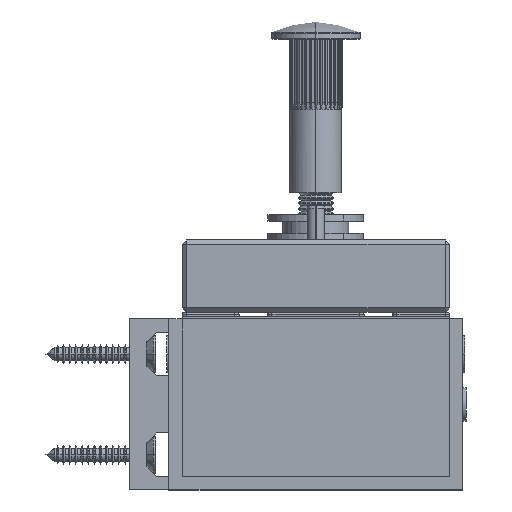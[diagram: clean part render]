
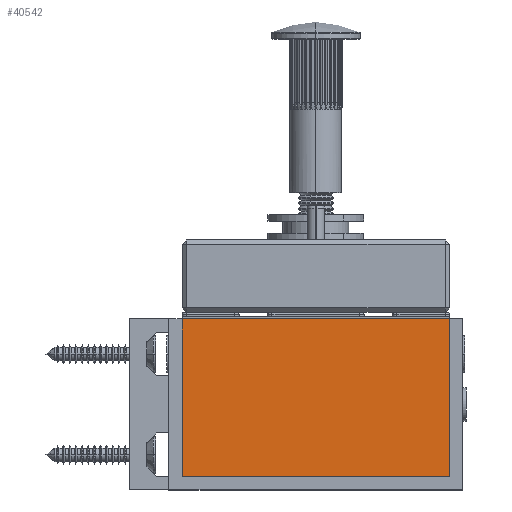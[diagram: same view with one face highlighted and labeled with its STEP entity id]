
A CAD part, left-side view. The second image highlights one B-rep face of the part: STEP entity #40542.
In plain terms, the highlighted planar face has unit normal (-1, 0, 0).
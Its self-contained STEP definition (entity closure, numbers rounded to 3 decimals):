
#1058 = CARTESIAN_POINT ( 'NONE',  ( -133., 30.45, 3. ) ) ;
#2606 = CARTESIAN_POINT ( 'NONE',  ( -133., -30.45, 3. ) ) ;
#3293 = VECTOR ( 'NONE', #64337, 1000. ) ;
#3760 = ORIENTED_EDGE ( 'NONE', *, *, #30378, .T. ) ;
#6178 = VECTOR ( 'NONE', #48470, 1000. ) ;
#6774 = DIRECTION ( 'NONE',  ( 0., -1., 0. ) ) ;
#8569 = LINE ( 'NONE', #18896, #26061 ) ;
#16079 = CARTESIAN_POINT ( 'NONE',  ( -133., 30.45, 39. ) ) ;
#18896 = CARTESIAN_POINT ( 'NONE',  ( -133., 30.45, 3. ) ) ;
#20851 = CARTESIAN_POINT ( 'NONE',  ( -133., 30.45, 39. ) ) ;
#23192 = CARTESIAN_POINT ( 'NONE',  ( -133., 30.45, 39. ) ) ;
#25586 = DIRECTION ( 'NONE',  ( 0., 0., -1. ) ) ;
#26061 = VECTOR ( 'NONE', #68130, 1000. ) ;
#30378 = EDGE_CURVE ( 'NONE', #42264, #34428, #42017, .T. ) ;
#30905 = CARTESIAN_POINT ( 'NONE',  ( -133., 30.45, 39. ) ) ;
#33547 = LINE ( 'NONE', #23192, #57047 ) ;
#33651 = VERTEX_POINT ( 'NONE', #1058 ) ;
#34149 = FACE_OUTER_BOUND ( 'NONE', #53765, .T. ) ;
#34428 = VERTEX_POINT ( 'NONE', #62533 ) ;
#35556 = PLANE ( 'NONE',  #38839 ) ;
#38839 = AXIS2_PLACEMENT_3D ( 'NONE', #30905, #53693, #25586 ) ;
#39329 = ORIENTED_EDGE ( 'NONE', *, *, #70421, .T. ) ;
#40542 = ADVANCED_FACE ( 'NONE', ( #34149 ), #35556, .F. ) ;
#42017 = LINE ( 'NONE', #63767, #6178 ) ;
#42264 = VERTEX_POINT ( 'NONE', #2606 ) ;
#48470 = DIRECTION ( 'NONE',  ( 0., 0., 1. ) ) ;
#53509 = ORIENTED_EDGE ( 'NONE', *, *, #53651, .F. ) ;
#53651 = EDGE_CURVE ( 'NONE', #67207, #34428, #33547, .T. ) ;
#53693 = DIRECTION ( 'NONE',  ( 1., 0., 0. ) ) ;
#53765 = EDGE_LOOP ( 'NONE', ( #3760, #53509, #55761, #39329 ) ) ;
#55761 = ORIENTED_EDGE ( 'NONE', *, *, #64299, .F. ) ;
#57047 = VECTOR ( 'NONE', #6774, 1000. ) ;
#58611 = LINE ( 'NONE', #20851, #3293 ) ;
#62533 = CARTESIAN_POINT ( 'NONE',  ( -133., -30.45, 39. ) ) ;
#63767 = CARTESIAN_POINT ( 'NONE',  ( -133., -30.45, 39. ) ) ;
#64299 = EDGE_CURVE ( 'NONE', #33651, #67207, #58611, .T. ) ;
#64337 = DIRECTION ( 'NONE',  ( 0., 0., 1. ) ) ;
#67207 = VERTEX_POINT ( 'NONE', #16079 ) ;
#68130 = DIRECTION ( 'NONE',  ( 0., -1., 0. ) ) ;
#70421 = EDGE_CURVE ( 'NONE', #33651, #42264, #8569, .T. ) ;
